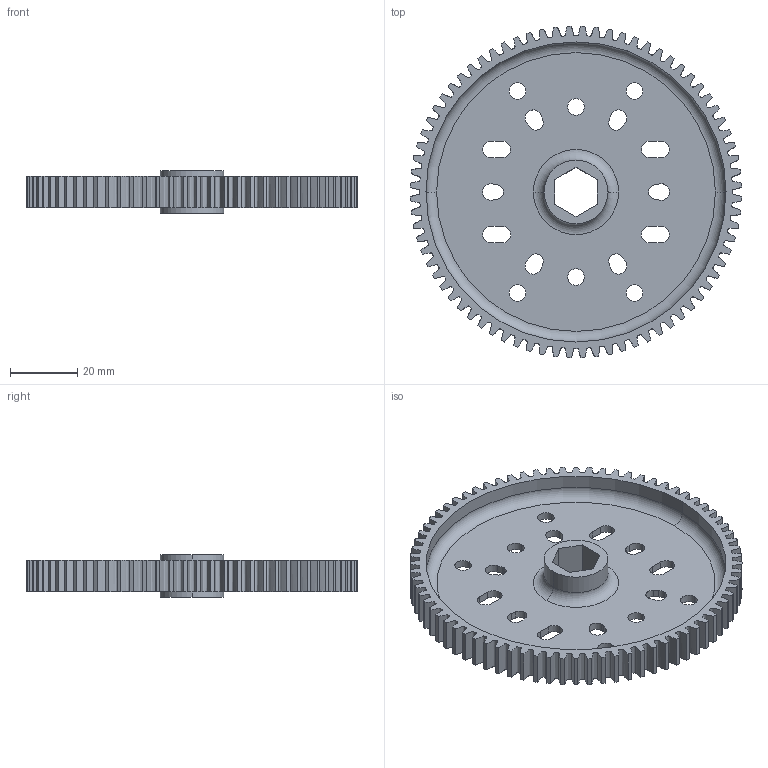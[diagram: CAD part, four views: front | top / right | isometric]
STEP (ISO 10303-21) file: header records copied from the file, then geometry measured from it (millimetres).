
FILE_DESCRIPTION (( 'STEP AP214' ), '1' );
FILE_NAME ('WCP-1435 Rev1.step', '2024-01-26T20:55:43', ( '' ), ( '' ), 'SwSTEP 2.0', 'SolidWorks 2022', '' );
FILE_SCHEMA (( 'AUTOMOTIVE_DESIGN' ));
Length unit declared in the file: inch
Products named in the file (1): WCP-1435 Rev1
Bounding box: 99.02 x 99.02 x 12.65 mm (x, y, z)
Volume: 27007.1 mm3; surface area: 22774.9 mm2
Topology: 1 solids, 1 shells, 379 faces, 1073 edges, 714 vertices
Faces by surface type: plane 134, cylinder 125, bspline 116, torus 4
Entity records: 35781 total; most frequent: CARTESIAN_POINT 26379, ORIENTED_EDGE 2146, DIRECTION 1627, EDGE_CURVE 1073, VERTEX_POINT 714, VECTOR 583, LINE 583, AXIS2_PLACEMENT_3D 522
